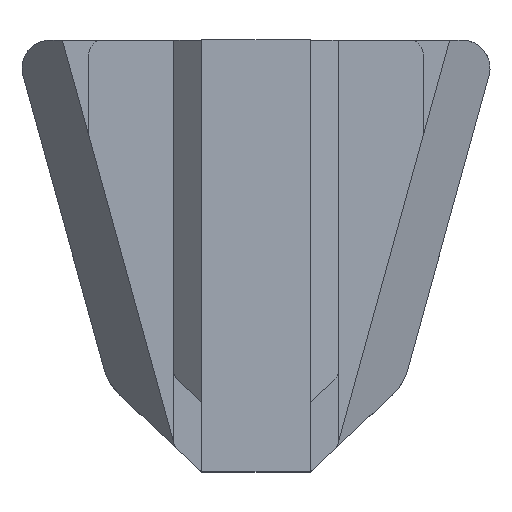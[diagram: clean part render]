
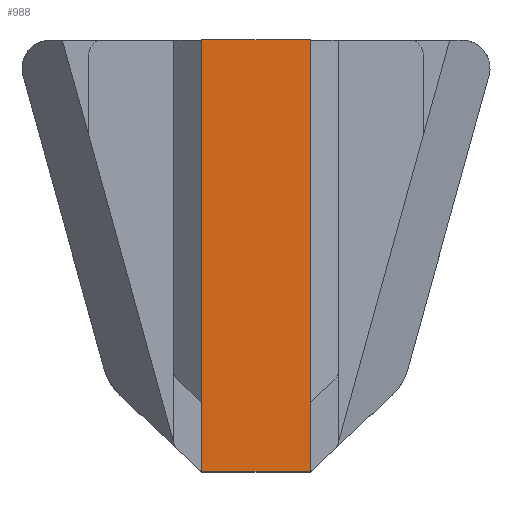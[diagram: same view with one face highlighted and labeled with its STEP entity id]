
A CAD part, top view. The second image highlights one B-rep face of the part: STEP entity #988.
In plain terms, the highlighted planar face has unit normal (0, 0, 1).
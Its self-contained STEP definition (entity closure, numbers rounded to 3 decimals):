
#89=FACE_OUTER_BOUND('',#143,.T.);
#143=EDGE_LOOP('',(#657,#658,#659,#660));
#204=LINE('',#1465,#307);
#205=LINE('',#1467,#308);
#206=LINE('',#1469,#309);
#207=LINE('',#1470,#310);
#307=VECTOR('',#1160,10.);
#308=VECTOR('',#1161,10.);
#309=VECTOR('',#1162,10.);
#310=VECTOR('',#1163,10.);
#410=VERTEX_POINT('',#1463);
#411=VERTEX_POINT('',#1464);
#412=VERTEX_POINT('',#1466);
#413=VERTEX_POINT('',#1468);
#508=EDGE_CURVE('',#410,#411,#204,.T.);
#509=EDGE_CURVE('',#412,#411,#205,.T.);
#510=EDGE_CURVE('',#412,#413,#206,.T.);
#511=EDGE_CURVE('',#410,#413,#207,.F.);
#657=ORIENTED_EDGE('',*,*,#508,.T.);
#658=ORIENTED_EDGE('',*,*,#509,.F.);
#659=ORIENTED_EDGE('',*,*,#510,.T.);
#660=ORIENTED_EDGE('',*,*,#511,.F.);
#955=PLANE('',#1056);
#988=ADVANCED_FACE('',(#89),#955,.T.);
#1056=AXIS2_PLACEMENT_3D('',#1462,#1158,#1159);
#1158=DIRECTION('center_axis',(0.,0.,
1.));
#1159=DIRECTION('ref_axis',(0.,-1.,0.));
#1160=DIRECTION('',(-1.,0.,0.));
#1161=DIRECTION('',(0.,1.,0.));
#1162=DIRECTION('',(1.,0.,0.));
#1163=DIRECTION('',(0.,1.,0.));
#1462=CARTESIAN_POINT('Origin',(32.527,42.997,-99.862));
#1463=CARTESIAN_POINT('',(40.427,26.902,-99.862));
#1464=CARTESIAN_POINT('',(32.627,26.902,-99.862));
#1465=CARTESIAN_POINT('',(37.612,26.902,-99.862));
#1466=CARTESIAN_POINT('',(32.627,-4.098,-99.862));
#1467=CARTESIAN_POINT('',(32.627,31.807,-99.862));
#1468=CARTESIAN_POINT('',(40.427,-4.098,-99.862));
#1469=CARTESIAN_POINT('',(35.112,-4.098,-99.862));
#1470=CARTESIAN_POINT('',(40.427,31.807,-99.862));
